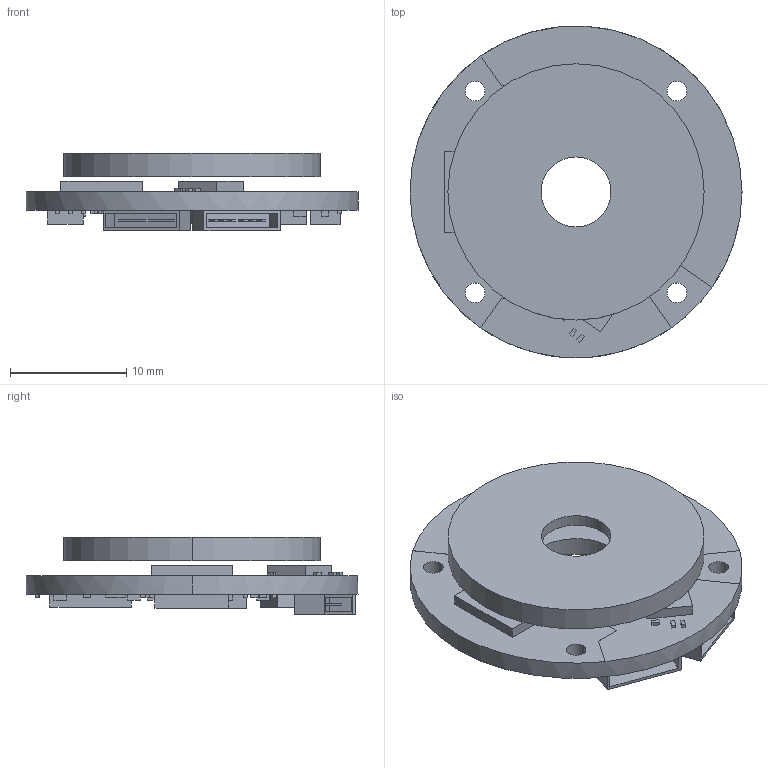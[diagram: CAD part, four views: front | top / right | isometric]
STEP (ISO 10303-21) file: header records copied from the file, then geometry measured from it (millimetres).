
FILE_DESCRIPTION (( 'STEP AP214' ), '1' );
FILE_NAME ('IAM22G 多圈标准款20240223.STEP', '2024-02-23T07:06:29', ( '' ), ( '' ), 'SwSTEP 2.0', 'SolidWorks 2023', '' );
FILE_SCHEMA (( 'AUTOMOTIVE_DESIGN' ));
Length unit declared in the file: millimetre
Products named in the file (1): IAM22G 多圈标准款20240223
Bounding box: 28.5 x 28.5 x 6.65 mm (x, y, z)
Volume: 1791.1 mm3; surface area: 2798.2 mm2
Topology: 71 solids, 71 shells, 615 faces, 1351 edges, 900 vertices
Faces by surface type: plane 576, cylinder 39
Entity records: 24035 total; most frequent: CARTESIAN_POINT 2867, ORIENTED_EDGE 2702, DIRECTION 2667, EDGE_CURVE 1351, LINE 1267, VECTOR 1267, VERTEX_POINT 900, AXIS2_PLACEMENT_3D 700
